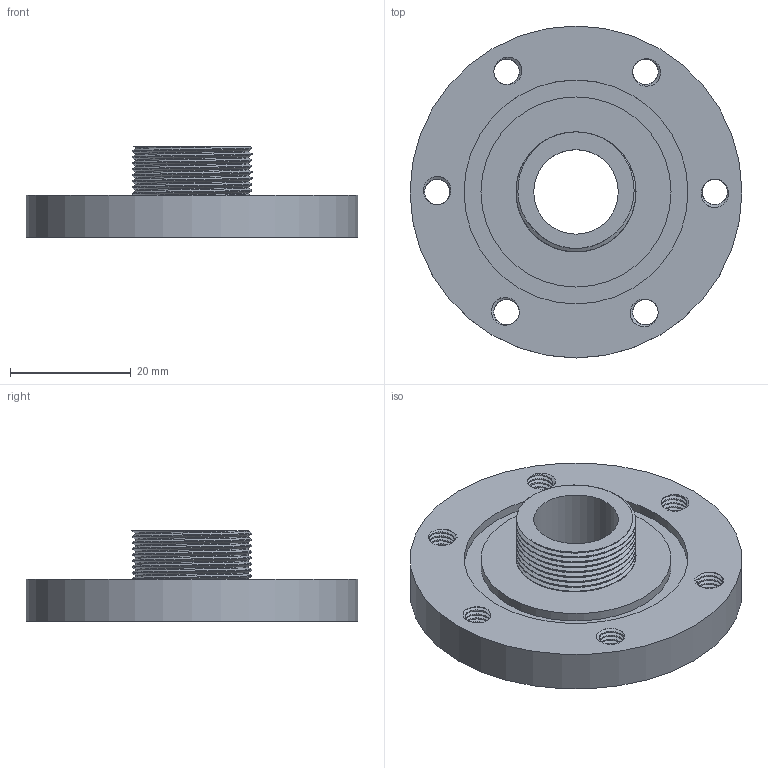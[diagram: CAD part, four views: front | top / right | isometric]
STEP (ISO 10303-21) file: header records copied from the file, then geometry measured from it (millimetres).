
FILE_DESCRIPTION(/* description */ (''),/* implementation_level */ '2;1');
FILE_NAME(/* name */ 'LED bunn.step',/* time_stamp */ '2020-06-12T10:11:17+02:00',/* author */ (''),/* organization */ (''),/* preprocessor_version */ 'ST-DEVELOPER v18.1',/* originating_system */ 'Autodesk Translation Framework v9.3.0.1241',/* authorisation */ '');
FILE_SCHEMA (('AUTOMOTIVE_DESIGN { 1 0 10303 214 3 1 1 }'));
Length unit declared in the file: millimetre
Products named in the file (1): Ledd bunn
Bounding box: 55 x 55 x 15 mm (x, y, z)
Volume: 15507.3 mm3; surface area: 8242.7 mm2
Topology: 1 solids, 1 shells, 161 faces, 468 edges, 312 vertices
Faces by surface type: cylinder 142, bspline 14, plane 5
Full cylindrical faces by diameter (mm): 4.234 x24, 5.12 x12, 14 x1, 18.741 x7, 19.884 x7, 31.5 x1, 37.1 x1, 55 x1
Entity records: 15202 total; most frequent: CARTESIAN_POINT 11470, ORIENTED_EDGE 936, DIRECTION 508, EDGE_CURVE 468, VERTEX_POINT 312, B_SPLINE_CURVE_WITH_KNOTS 298, AXIS2_PLACEMENT_3D 190, EDGE_LOOP 178
